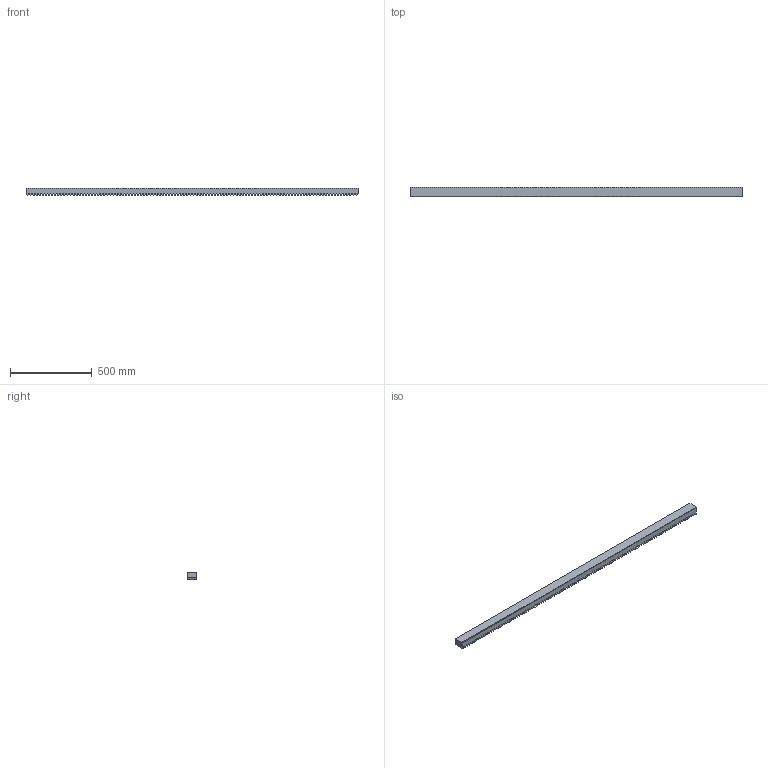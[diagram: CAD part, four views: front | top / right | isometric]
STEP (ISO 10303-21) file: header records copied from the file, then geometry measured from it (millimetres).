
FILE_DESCRIPTION(('STEP AP214'),'1');
FILE_NAME('144-060-320.stp','2017-10-09T11:46:41',('TraceParts'),('TraceParts S.A.'),'Spatial InterOp 3D',' ',' ');
FILE_SCHEMA(('automotive_design'));
Length unit declared in the file: millimetre
Products named in the file (1): 144-060-320
Bounding box: 2034.85 x 59 x 49 mm (x, y, z)
Volume: 5115632.2 mm3; surface area: 535929.4 mm2
Topology: 1 solids, 1 shells, 439 faces, 1311 edges, 874 vertices
Faces by surface type: plane 439
Entity records: 17982 total; most frequent: CARTESIAN_POINT 2625, ORIENTED_EDGE 2622, DIRECTION 2191, EDGE_CURVE 1311, LINE 1311, VECTOR 1311, VERTEX_POINT 874, STYLED_ITEM 440
